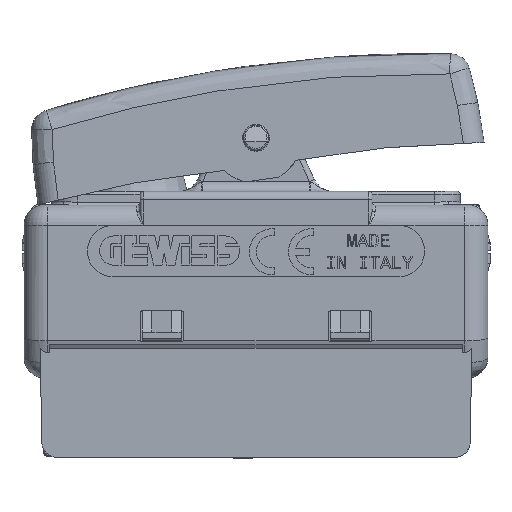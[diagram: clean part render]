
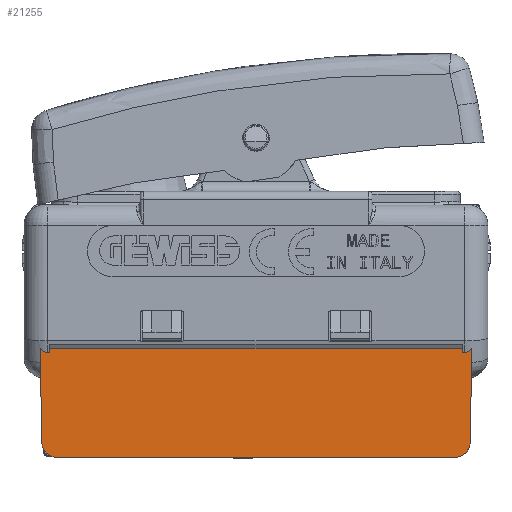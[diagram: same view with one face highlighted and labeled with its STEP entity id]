
A CAD part, front view. The second image highlights one B-rep face of the part: STEP entity #21255.
In plain terms, the highlighted planar face has unit normal (0, -1, 0).
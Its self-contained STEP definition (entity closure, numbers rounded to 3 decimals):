
#21171=AXIS2_PLACEMENT_3D('Plane Axis2P3D',#21168,#21169,#21170) ;
#11163=CARTESIAN_POINT('Vertex',(-20.78,-11.2,-23.026)) ;
#11166=CARTESIAN_POINT('Line Origine',(-20.943,-11.2,-13.713)) ;
#11170=CARTESIAN_POINT('Vertex',(-20.939,-11.2,-13.902)) ;
#12169=CARTESIAN_POINT('Vertex',(20.939,-11.2,-13.902)) ;
#12172=CARTESIAN_POINT('Line Origine',(20.943,-11.2,-13.713)) ;
#12176=CARTESIAN_POINT('Vertex',(20.78,-11.2,-23.026)) ;
#21134=CARTESIAN_POINT('Control Point',(-20.25,-11.2,-14.32)) ;
#21135=CARTESIAN_POINT('Control Point',(-20.417,-11.2,-14.32)) ;
#21136=CARTESIAN_POINT('Control Point',(-20.584,-11.2,-14.257)) ;
#21137=CARTESIAN_POINT('Control Point',(-20.716,-11.2,-14.149)) ;
#21138=CARTESIAN_POINT('Control Point',(-20.835,-11.2,-14.031)) ;
#21139=CARTESIAN_POINT('Control Point',(-20.939,-11.2,-13.902)) ;
#21140=CARTESIAN_POINT('Vertex',(-20.25,-11.2,-14.32)) ;
#21168=CARTESIAN_POINT('Axis2P3D Location',(21.1,-11.2,-19.5)) ;
#21173=CARTESIAN_POINT('Line Origine',(20.,-11.2,-19.196)) ;
#21177=CARTESIAN_POINT('Vertex',(20.,-11.2,-14.32)) ;
#21179=CARTESIAN_POINT('Vertex',(20.,-11.2,-13.895)) ;
#21182=CARTESIAN_POINT('Line Origine',(0.,-11.2,-13.895)) ;
#21186=CARTESIAN_POINT('Vertex',(-20.,-11.2,-13.895)) ;
#21189=CARTESIAN_POINT('Line Origine',(-20.,-11.2,-19.196)) ;
#21193=CARTESIAN_POINT('Vertex',(-20.,-11.2,-14.32)) ;
#21196=CARTESIAN_POINT('Line Origine',(0.,-11.2,-14.32)) ;
#21202=CARTESIAN_POINT('Control Point',(-20.78,-11.2,-23.026)) ;
#21203=CARTESIAN_POINT('Control Point',(-20.772,-11.2,-23.492)) ;
#21204=CARTESIAN_POINT('Control Point',(-20.583,-11.2,-23.955)) ;
#21205=CARTESIAN_POINT('Control Point',(-20.213,-11.2,-24.32)) ;
#21206=CARTESIAN_POINT('Control Point',(-19.746,-11.2,-24.5)) ;
#21207=CARTESIAN_POINT('Control Point',(-19.28,-11.2,-24.5)) ;
#21208=CARTESIAN_POINT('Vertex',(-19.28,-11.2,-24.5)) ;
#21211=CARTESIAN_POINT('Line Origine',(0.,-11.2,-24.5)) ;
#21215=CARTESIAN_POINT('Vertex',(19.28,-11.2,-24.5)) ;
#21219=CARTESIAN_POINT('Control Point',(19.28,-11.2,-24.5)) ;
#21220=CARTESIAN_POINT('Control Point',(19.746,-11.2,-24.5)) ;
#21221=CARTESIAN_POINT('Control Point',(20.213,-11.2,-24.32)) ;
#21222=CARTESIAN_POINT('Control Point',(20.583,-11.2,-23.955)) ;
#21223=CARTESIAN_POINT('Control Point',(20.772,-11.2,-23.492)) ;
#21224=CARTESIAN_POINT('Control Point',(20.78,-11.2,-23.026)) ;
#21227=CARTESIAN_POINT('Control Point',(20.25,-11.2,-14.32)) ;
#21228=CARTESIAN_POINT('Control Point',(20.417,-11.2,-14.32)) ;
#21229=CARTESIAN_POINT('Control Point',(20.584,-11.2,-14.257)) ;
#21230=CARTESIAN_POINT('Control Point',(20.716,-11.2,-14.149)) ;
#21231=CARTESIAN_POINT('Control Point',(20.835,-11.2,-14.031)) ;
#21232=CARTESIAN_POINT('Control Point',(20.939,-11.2,-13.902)) ;
#21233=CARTESIAN_POINT('Vertex',(20.25,-11.2,-14.32)) ;
#21236=CARTESIAN_POINT('Line Origine',(0.,-11.2,-14.32)) ;
#11167=DIRECTION('Vector Direction',(-0.017,0.,1.)) ;
#12173=DIRECTION('Vector Direction',(0.017,0.,1.)) ;
#21169=DIRECTION('Axis2P3D Direction',(0.,-1.,0.)) ;
#21170=DIRECTION('Axis2P3D XDirection',(0.,0.,1.)) ;
#21174=DIRECTION('Vector Direction',(0.,0.,1.)) ;
#21183=DIRECTION('Vector Direction',(-1.,0.,0.)) ;
#21190=DIRECTION('Vector Direction',(0.,0.,1.)) ;
#21197=DIRECTION('Vector Direction',(-1.,0.,0.)) ;
#21212=DIRECTION('Vector Direction',(-1.,0.,0.)) ;
#21237=DIRECTION('Vector Direction',(-1.,0.,0.)) ;
#11168=VECTOR('Line Direction',#11167,1.) ;
#12174=VECTOR('Line Direction',#12173,1.) ;
#21175=VECTOR('Line Direction',#21174,1.) ;
#21184=VECTOR('Line Direction',#21183,1.) ;
#21191=VECTOR('Line Direction',#21190,1.) ;
#21198=VECTOR('Line Direction',#21197,1.) ;
#21213=VECTOR('Line Direction',#21212,1.) ;
#21238=VECTOR('Line Direction',#21237,1.) ;
#21242=ORIENTED_EDGE('',*,*,#21181,.T.) ;
#21243=ORIENTED_EDGE('',*,*,#21188,.T.) ;
#21244=ORIENTED_EDGE('',*,*,#21195,.T.) ;
#21245=ORIENTED_EDGE('',*,*,#21200,.T.) ;
#21246=ORIENTED_EDGE('',*,*,#21142,.T.) ;
#21247=ORIENTED_EDGE('',*,*,#11172,.T.) ;
#21248=ORIENTED_EDGE('',*,*,#21210,.T.) ;
#21249=ORIENTED_EDGE('',*,*,#21217,.T.) ;
#21250=ORIENTED_EDGE('',*,*,#21225,.F.) ;
#21251=ORIENTED_EDGE('',*,*,#12178,.T.) ;
#21252=ORIENTED_EDGE('',*,*,#21235,.F.) ;
#21253=ORIENTED_EDGE('',*,*,#21240,.T.) ;
#21255=ADVANCED_FACE('PartBody',(#21254),#21172,.T.) ;
#21133=B_SPLINE_CURVE_WITH_KNOTS('',5,(#21134,#21135,#21136,#21137,#21138,#21139),.UNSPECIFIED.,.F.,.U.,(6,6),(0.,1.178),.UNSPECIFIED.) ;
#21201=B_SPLINE_CURVE_WITH_KNOTS('',5,(#21202,#21203,#21204,#21205,#21206,#21207),.UNSPECIFIED.,.F.,.U.,(6,6),(2.382,4.712),.UNSPECIFIED.) ;
#21218=B_SPLINE_CURVE_WITH_KNOTS('',5,(#21219,#21220,#21221,#21222,#21223,#21224),.UNSPECIFIED.,.F.,.U.,(6,6),(4.712,7.042),.UNSPECIFIED.) ;
#21226=B_SPLINE_CURVE_WITH_KNOTS('',5,(#21227,#21228,#21229,#21230,#21231,#21232),.UNSPECIFIED.,.F.,.U.,(6,6),(0.,1.178),.UNSPECIFIED.) ;
#11172=EDGE_CURVE('',#11171,#11164,#11169,.F.) ;
#12178=EDGE_CURVE('',#12177,#12170,#12175,.T.) ;
#21142=EDGE_CURVE('',#21141,#11171,#21133,.T.) ;
#21181=EDGE_CURVE('',#21178,#21180,#21176,.T.) ;
#21188=EDGE_CURVE('',#21180,#21187,#21185,.T.) ;
#21195=EDGE_CURVE('',#21187,#21194,#21192,.F.) ;
#21200=EDGE_CURVE('',#21194,#21141,#21199,.T.) ;
#21210=EDGE_CURVE('',#11164,#21209,#21201,.T.) ;
#21217=EDGE_CURVE('',#21209,#21216,#21214,.F.) ;
#21225=EDGE_CURVE('',#12177,#21216,#21218,.F.) ;
#21235=EDGE_CURVE('',#21234,#12170,#21226,.T.) ;
#21240=EDGE_CURVE('',#21234,#21178,#21239,.T.) ;
#21241=EDGE_LOOP('',(#21242,#21243,#21244,#21245,#21246,#21247,#21248,#21249,#21250,#21251,#21252,#21253)) ;
#21254=FACE_OUTER_BOUND('',#21241,.T.) ;
#11169=LINE('Line',#11166,#11168) ;
#12175=LINE('Line',#12172,#12174) ;
#21176=LINE('Line',#21173,#21175) ;
#21185=LINE('Line',#21182,#21184) ;
#21192=LINE('Line',#21189,#21191) ;
#21199=LINE('Line',#21196,#21198) ;
#21214=LINE('Line',#21211,#21213) ;
#21239=LINE('Line',#21236,#21238) ;
#21172=PLANE('',#21171) ;
#11164=VERTEX_POINT('',#11163) ;
#11171=VERTEX_POINT('',#11170) ;
#12170=VERTEX_POINT('',#12169) ;
#12177=VERTEX_POINT('',#12176) ;
#21141=VERTEX_POINT('',#21140) ;
#21178=VERTEX_POINT('',#21177) ;
#21180=VERTEX_POINT('',#21179) ;
#21187=VERTEX_POINT('',#21186) ;
#21194=VERTEX_POINT('',#21193) ;
#21209=VERTEX_POINT('',#21208) ;
#21216=VERTEX_POINT('',#21215) ;
#21234=VERTEX_POINT('',#21233) ;
